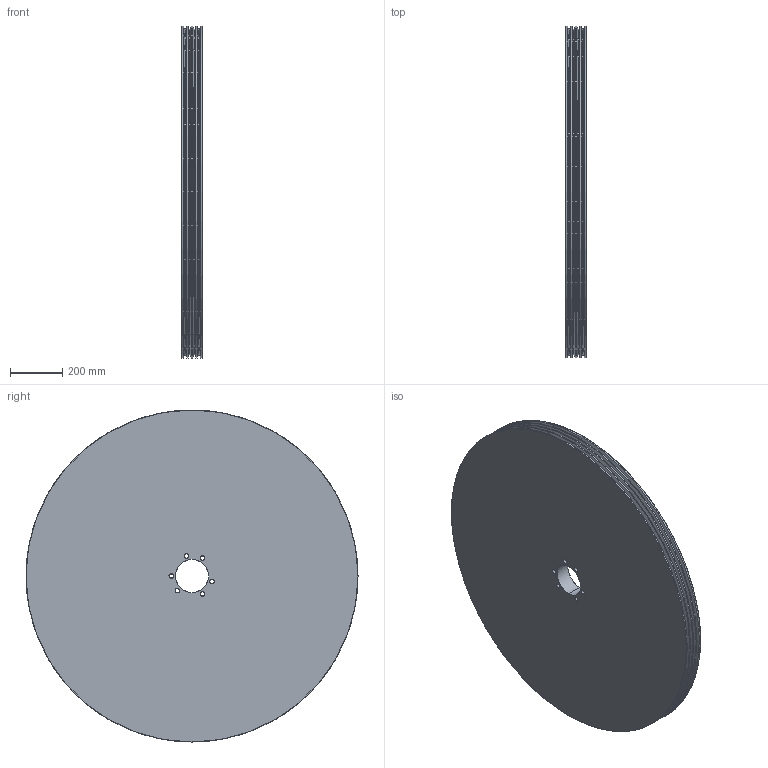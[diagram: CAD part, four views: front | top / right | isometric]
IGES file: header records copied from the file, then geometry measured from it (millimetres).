
Start section: SolidWorks IGES file using analytic representation for surfaces
Global section: file name: 4545V500724202324224.igs; native system: SolidWorks 2017; preprocessor: SolidWorks 2017; author: partstream; date: 170724.202334; units: inch
Bounding box: 77.79 x 1270 x 1270 mm (x, y, z)
Surface area: 3194128.8 mm2 (no closed solid volume)
Topology: 0 solids, 0 shells, 100 faces, 1132 edges, 1132 vertices
Faces by surface type: revolution 56, bspline 44
